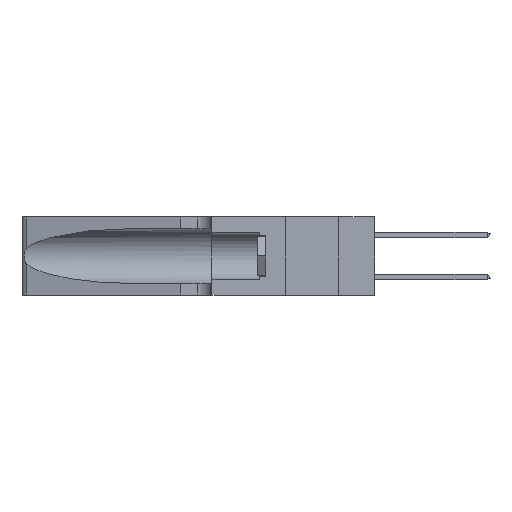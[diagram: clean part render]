
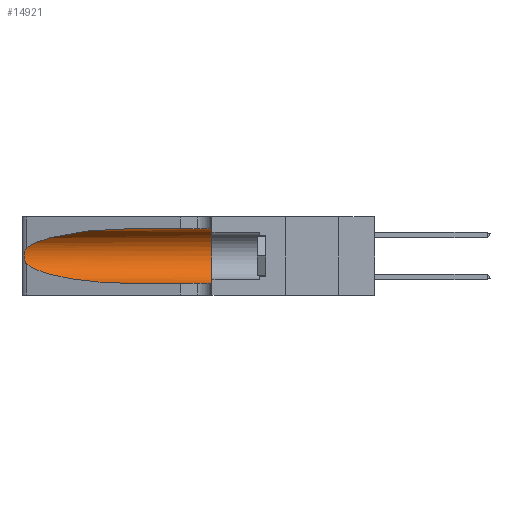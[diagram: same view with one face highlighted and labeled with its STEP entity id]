
A CAD part, left-side view. The second image highlights one B-rep face of the part: STEP entity #14921.
In plain terms, the highlighted cylindrical face has radius 3.308 mm (diameter 6.617 mm), a partial arc.
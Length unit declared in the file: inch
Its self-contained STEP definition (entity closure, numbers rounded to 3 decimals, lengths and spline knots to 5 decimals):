
#665 = B_SPLINE_CURVE_WITH_KNOTS ( 'NONE', 3,
 ( #8539, #12427, #42425, #20009, #46171, #23793, #883, #27560, #4813, #31326, #8717, #35084, #12586, #38816 ),
 .UNSPECIFIED., .F., .F.,
 ( 4, 2, 2, 2, 2, 2, 4 ),
 ( 0., 0.00027, 0.00053, 0.00107, 0.0016, 0.00187, 0.00214 ),
 .UNSPECIFIED. ) ;
#883 = CARTESIAN_POINT ( 'NONE',  ( 0.26075, 1.23896, 0.19203 ) ) ;
#1986 = CARTESIAN_POINT ( 'NONE',  ( 0.1305, 0.35, 0.05475 ) ) ;
#2661 = VECTOR ( 'NONE', #10452, 39.37008 ) ;
#3024 = ORIENTED_EDGE ( 'NONE', *, *, #39041, .T. ) ;
#3335 = EDGE_LOOP ( 'NONE', ( #24296, #3024, #3839, #6371, #6612, #40429 ) ) ;
#3839 = ORIENTED_EDGE ( 'NONE', *, *, #39772, .T. ) ;
#4813 = CARTESIAN_POINT ( 'NONE',  ( 0.26017, 1.23833, 0.17102 ) ) ;
#5186 = CARTESIAN_POINT ( 'NONE',  ( 0.25487, 1.22718, 0.22369 ) ) ;
#5343 = DIRECTION ( 'NONE',  ( 0., -1., 0. ) ) ;
#6371 = ORIENTED_EDGE ( 'NONE', *, *, #11893, .T. ) ;
#6526 = CARTESIAN_POINT ( 'NONE',  ( 0.1305, 1.61858, 0.05475 ) ) ;
#6612 = ORIENTED_EDGE ( 'NONE', *, *, #7103, .F. ) ;
#7103 = EDGE_CURVE ( 'NONE', #37170, #44151, #43563, .T. ) ;
#8539 = CARTESIAN_POINT ( 'NONE',  ( 0.25487, 1.22718, 0.22369 ) ) ;
#8717 = CARTESIAN_POINT ( 'NONE',  ( 0.25789, 1.23486, 0.15765 ) ) ;
#10452 = DIRECTION ( 'NONE',  ( 0., -1., 0. ) ) ;
#10904 = VERTEX_POINT ( 'NONE', #48905 ) ;
#11893 = EDGE_CURVE ( 'NONE', #48444, #44151, #42852, .T. ) ;
#12417 = AXIS2_PLACEMENT_3D ( 'NONE', #24311, #5343, #13102 ) ;
#12427 = CARTESIAN_POINT ( 'NONE',  ( 0.25555, 1.22994, 0.2215 ) ) ;
#12586 = CARTESIAN_POINT ( 'NONE',  ( 0.25555, 1.22993, 0.14849 ) ) ;
#12781 = CARTESIAN_POINT ( 'NONE',  ( 0.18966, 0.96281, 0.31525 ) ) ;
#13008 = CARTESIAN_POINT ( 'NONE',  ( 0.25487, 1.22718, 0.14631 ) ) ;
#13102 = DIRECTION ( 'NONE',  ( 0., 0., -1. ) ) ;
#14452 = CARTESIAN_POINT ( 'NONE',  ( 0.25487, 1.22718, 0.22369 ) ) ;
#14921 = ADVANCED_FACE ( 'NONE', ( #22002 ), #40752, .F. ) ;
#15047 = VERTEX_POINT ( 'NONE', #14452 ) ;
#18601 = VECTOR ( 'NONE', #45786, 39.37008 ) ;
#20009 = CARTESIAN_POINT ( 'NONE',  ( 0.25787, 1.23484, 0.2124 ) ) ;
#20365 = CARTESIAN_POINT ( 'NONE',  ( 0.1305, 0.72297, 0.31525 ) ) ;
#20592 = CARTESIAN_POINT ( 'NONE',  ( 0.1305, 0.72297, 0.05475 ) ) ;
#22002 = FACE_OUTER_BOUND ( 'NONE', #3335, .T. ) ;
#22785 = CARTESIAN_POINT ( 'NONE',  ( 0.1305, 0.35, 0.185 ) ) ;
#23793 = CARTESIAN_POINT ( 'NONE',  ( 0.26018, 1.23835, 0.19895 ) ) ;
#24211 = CARTESIAN_POINT ( 'NONE',  ( 0.2373, 1.15595, 0.08982 ) ) ;
#24296 = ORIENTED_EDGE ( 'NONE', *, *, #48908, .T. ) ;
#24311 = CARTESIAN_POINT ( 'NONE',  ( 0.1305, 1.61858, 0.185 ) ) ;
#26587 = DIRECTION ( 'NONE',  ( 0., 0., 1. ) ) ;
#27017 = CARTESIAN_POINT ( 'NONE',  ( 0.1305, 1.61858, 0.31525 ) ) ;
#27560 = CARTESIAN_POINT ( 'NONE',  ( 0.26075, 1.23896, 0.178 ) ) ;
#27927 = CARTESIAN_POINT ( 'NONE',  ( 0.2373, 1.15595, 0.28018 ) ) ;
#29300 = CARTESIAN_POINT ( 'NONE',  ( 0.1305, 0.72297, 0.05475 ) ) ;
#31326 = CARTESIAN_POINT ( 'NONE',  ( 0.25856, 1.23593, 0.16098 ) ) ;
#35084 = CARTESIAN_POINT ( 'NONE',  ( 0.25639, 1.23186, 0.15144 ) ) ;
#35913 = CARTESIAN_POINT ( 'NONE',  ( 0.25487, 1.22718, 0.14631 ) ) ;
#37170 = VERTEX_POINT ( 'NONE', #41015 ) ;
#37426 =( BOUNDED_CURVE ( )  B_SPLINE_CURVE ( 3, ( #20365, #12781, #27927, #5186 ),
 .UNSPECIFIED., .F., .F. ) 
 B_SPLINE_CURVE_WITH_KNOTS ( ( 4, 4 ),
 ( 1.5708, 2.84003 ),
 .UNSPECIFIED. ) 
 CURVE ( )  GEOMETRIC_REPRESENTATION_ITEM ( )  RATIONAL_B_SPLINE_CURVE ( ( 1., 0.87, 0.87, 1. ) ) 
 REPRESENTATION_ITEM ( '' )  );
#37566 = VERTEX_POINT ( 'NONE', #35913 ) ;
#38816 = CARTESIAN_POINT ( 'NONE',  ( 0.25487, 1.22718, 0.14631 ) ) ;
#39041 = EDGE_CURVE ( 'NONE', #15047, #37566, #665, .T. ) ;
#39605 = AXIS2_PLACEMENT_3D ( 'NONE', #22785, #48932, #26587 ) ;
#39772 = EDGE_CURVE ( 'NONE', #37566, #48444, #41037, .T. ) ;
#40429 = ORIENTED_EDGE ( 'NONE', *, *, #46431, .F. ) ;
#40752 = CYLINDRICAL_SURFACE ( 'NONE', #12417, 0.13025 ) ;
#41015 = CARTESIAN_POINT ( 'NONE',  ( 0.1305, 0.35, 0.31525 ) ) ;
#41037 =( BOUNDED_CURVE ( )  B_SPLINE_CURVE ( 3, ( #13008, #24211, #43002, #20592 ),
 .UNSPECIFIED., .F., .F. ) 
 B_SPLINE_CURVE_WITH_KNOTS ( ( 4, 4 ),
 ( 3.44316, 4.71239 ),
 .UNSPECIFIED. ) 
 CURVE ( )  GEOMETRIC_REPRESENTATION_ITEM ( )  RATIONAL_B_SPLINE_CURVE ( ( 1., 0.87, 0.87, 1. ) ) 
 REPRESENTATION_ITEM ( '' )  );
#42425 = CARTESIAN_POINT ( 'NONE',  ( 0.25639, 1.23184, 0.21858 ) ) ;
#42852 = LINE ( 'NONE', #6526, #2661 ) ;
#43002 = CARTESIAN_POINT ( 'NONE',  ( 0.18966, 0.96281, 0.05475 ) ) ;
#43563 = CIRCLE ( 'NONE', #39605, 0.13025 ) ;
#44151 = VERTEX_POINT ( 'NONE', #1986 ) ;
#45786 = DIRECTION ( 'NONE',  ( 0., -1., 0. ) ) ;
#46120 = LINE ( 'NONE', #27017, #18601 ) ;
#46171 = CARTESIAN_POINT ( 'NONE',  ( 0.25854, 1.2359, 0.20912 ) ) ;
#46431 = EDGE_CURVE ( 'NONE', #10904, #37170, #46120, .T. ) ;
#48444 = VERTEX_POINT ( 'NONE', #29300 ) ;
#48905 = CARTESIAN_POINT ( 'NONE',  ( 0.1305, 0.72297, 0.31525 ) ) ;
#48908 = EDGE_CURVE ( 'NONE', #10904, #15047, #37426, .T. ) ;
#48932 = DIRECTION ( 'NONE',  ( 0., 1., 0. ) ) ;
